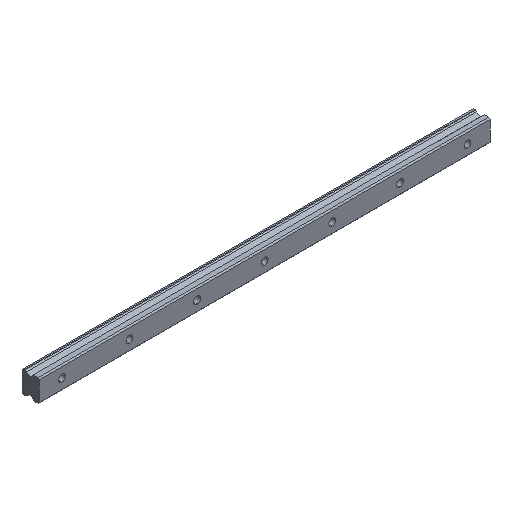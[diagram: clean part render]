
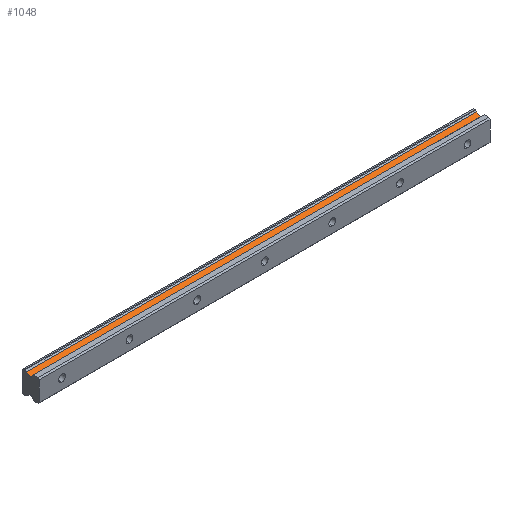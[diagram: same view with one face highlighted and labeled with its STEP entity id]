
A CAD part, isometric view. The second image highlights one B-rep face of the part: STEP entity #1048.
In plain terms, the highlighted planar face has unit normal (0, -0.506, 0.863).
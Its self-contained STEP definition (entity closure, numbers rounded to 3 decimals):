
#35 = EDGE_CURVE ( 'NONE', #639, #1203, #1171, .T. ) ;
#154 = ORIENTED_EDGE ( 'NONE', *, *, #472, .F. ) ;
#248 = EDGE_LOOP ( 'NONE', ( #1696, #1134, #154, #1726 ) ) ;
#295 = DIRECTION ( 'NONE',  ( -1., 0., 0. ) ) ;
#394 = VECTOR ( 'NONE', #295, 1000. ) ;
#460 = LINE ( 'NONE', #638, #394 ) ;
#463 = VECTOR ( 'NONE', #1790, 1000. ) ;
#472 = EDGE_CURVE ( 'NONE', #652, #639, #2014, .T. ) ;
#591 = CARTESIAN_POINT ( 'NONE',  ( 380., 11.593, 9.004 ) ) ;
#638 = CARTESIAN_POINT ( 'NONE',  ( 380., 8.166, 6.994 ) ) ;
#639 = VERTEX_POINT ( 'NONE', #645 ) ;
#645 = CARTESIAN_POINT ( 'NONE',  ( 380., 11.593, 9.004 ) ) ;
#652 = VERTEX_POINT ( 'NONE', #1896 ) ;
#665 = VECTOR ( 'NONE', #1691, 1000. ) ;
#842 = CARTESIAN_POINT ( 'NONE',  ( 380., 8.166, 6.994 ) ) ;
#1048 = ADVANCED_FACE ( 'NONE', ( #1378 ), #1073, .F. ) ;
#1072 = VERTEX_POINT ( 'NONE', #1753 ) ;
#1073 = PLANE ( 'NONE',  #1974 ) ;
#1134 = ORIENTED_EDGE ( 'NONE', *, *, #35, .F. ) ;
#1171 = LINE ( 'NONE', #1987, #463 ) ;
#1203 = VERTEX_POINT ( 'NONE', #842 ) ;
#1239 = CARTESIAN_POINT ( 'NONE',  ( -20., 11.593, 9.004 ) ) ;
#1372 = VECTOR ( 'NONE', #1846, 1000. ) ;
#1378 = FACE_OUTER_BOUND ( 'NONE', #248, .T. ) ;
#1388 = DIRECTION ( 'NONE',  ( 0., 0.862, 0.506 ) ) ;
#1413 = EDGE_CURVE ( 'NONE', #652, #1072, #2019, .T. ) ;
#1686 = EDGE_CURVE ( 'NONE', #1203, #1072, #460, .T. ) ;
#1691 = DIRECTION ( 'NONE',  ( 1., 0., 0. ) ) ;
#1696 = ORIENTED_EDGE ( 'NONE', *, *, #1686, .F. ) ;
#1697 = CARTESIAN_POINT ( 'NONE',  ( 380., 11.593, 9.004 ) ) ;
#1726 = ORIENTED_EDGE ( 'NONE', *, *, #1413, .T. ) ;
#1753 = CARTESIAN_POINT ( 'NONE',  ( -20., 8.166, 6.994 ) ) ;
#1790 = DIRECTION ( 'NONE',  ( 0., -0.862, -0.506 ) ) ;
#1846 = DIRECTION ( 'NONE',  ( 0., -0.862, -0.506 ) ) ;
#1896 = CARTESIAN_POINT ( 'NONE',  ( -20., 11.593, 9.004 ) ) ;
#1974 = AXIS2_PLACEMENT_3D ( 'NONE', #1697, #2022, #1388 ) ;
#1987 = CARTESIAN_POINT ( 'NONE',  ( 380., 11.593, 9.004 ) ) ;
#2014 = LINE ( 'NONE', #591, #665 ) ;
#2019 = LINE ( 'NONE', #1239, #1372 ) ;
#2022 = DIRECTION ( 'NONE',  ( 0., 0.506, -0.862 ) ) ;
